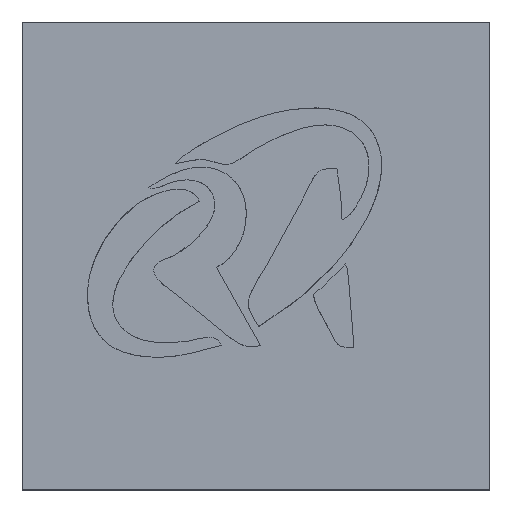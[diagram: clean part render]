
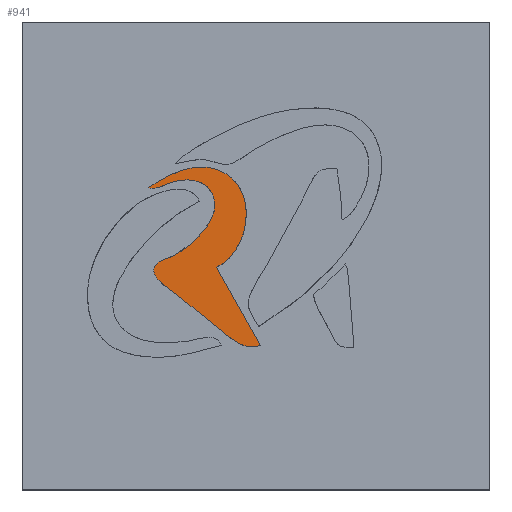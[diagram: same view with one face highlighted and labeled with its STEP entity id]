
A CAD part, top view. The second image highlights one B-rep face of the part: STEP entity #941.
In plain terms, the highlighted planar face has unit normal (0, 0, 1).
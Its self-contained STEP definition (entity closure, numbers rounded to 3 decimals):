
#22=PLANE('',#965);
#75=FACE_OUTER_BOUND('',#128,.T.);
#128=EDGE_LOOP('',(#775,#776,#777,#778,#779,#780,#781,#782,#783,#784));
#316=(
BOUNDED_CURVE()
B_SPLINE_CURVE(3,(#1697,#1698,#1699,#1700),.UNSPECIFIED.,.F.,.F.)
B_SPLINE_CURVE_WITH_KNOTS((4,4),(0.,1.),.UNSPECIFIED.)
CURVE()
GEOMETRIC_REPRESENTATION_ITEM()
RATIONAL_B_SPLINE_CURVE((1.,1.,1.,1.))
REPRESENTATION_ITEM('')
);
#318=(
BOUNDED_CURVE()
B_SPLINE_CURVE(3,(#1716,#1717,#1718,#1719),.UNSPECIFIED.,.F.,.F.)
B_SPLINE_CURVE_WITH_KNOTS((4,4),(0.,1.),.UNSPECIFIED.)
CURVE()
GEOMETRIC_REPRESENTATION_ITEM()
RATIONAL_B_SPLINE_CURVE((1.,1.,1.,1.))
REPRESENTATION_ITEM('')
);
#320=(
BOUNDED_CURVE()
B_SPLINE_CURVE(3,(#1735,#1736,#1737,#1738),.UNSPECIFIED.,.F.,.F.)
B_SPLINE_CURVE_WITH_KNOTS((4,4),(0.,1.),.UNSPECIFIED.)
CURVE()
GEOMETRIC_REPRESENTATION_ITEM()
RATIONAL_B_SPLINE_CURVE((1.,1.,1.,1.))
REPRESENTATION_ITEM('')
);
#322=(
BOUNDED_CURVE()
B_SPLINE_CURVE(3,(#1754,#1755,#1756,#1757),.UNSPECIFIED.,.F.,.F.)
B_SPLINE_CURVE_WITH_KNOTS((4,4),(0.,1.),.UNSPECIFIED.)
CURVE()
GEOMETRIC_REPRESENTATION_ITEM()
RATIONAL_B_SPLINE_CURVE((1.,1.,1.,1.))
REPRESENTATION_ITEM('')
);
#324=(
BOUNDED_CURVE()
B_SPLINE_CURVE(3,(#1773,#1774,#1775,#1776),.UNSPECIFIED.,.F.,.F.)
B_SPLINE_CURVE_WITH_KNOTS((4,4),(0.,1.),.UNSPECIFIED.)
CURVE()
GEOMETRIC_REPRESENTATION_ITEM()
RATIONAL_B_SPLINE_CURVE((1.,1.,1.,1.))
REPRESENTATION_ITEM('')
);
#326=(
BOUNDED_CURVE()
B_SPLINE_CURVE(3,(#1792,#1793,#1794,#1795),.UNSPECIFIED.,.F.,.F.)
B_SPLINE_CURVE_WITH_KNOTS((4,4),(0.,1.),.UNSPECIFIED.)
CURVE()
GEOMETRIC_REPRESENTATION_ITEM()
RATIONAL_B_SPLINE_CURVE((1.,1.,1.,1.))
REPRESENTATION_ITEM('')
);
#328=(
BOUNDED_CURVE()
B_SPLINE_CURVE(3,(#1811,#1812,#1813,#1814),.UNSPECIFIED.,.F.,.F.)
B_SPLINE_CURVE_WITH_KNOTS((4,4),(0.,1.),.UNSPECIFIED.)
CURVE()
GEOMETRIC_REPRESENTATION_ITEM()
RATIONAL_B_SPLINE_CURVE((1.,1.,1.,1.))
REPRESENTATION_ITEM('')
);
#330=(
BOUNDED_CURVE()
B_SPLINE_CURVE(3,(#1830,#1831,#1832,#1833),.UNSPECIFIED.,.F.,.F.)
B_SPLINE_CURVE_WITH_KNOTS((4,4),(0.,1.),.UNSPECIFIED.)
CURVE()
GEOMETRIC_REPRESENTATION_ITEM()
RATIONAL_B_SPLINE_CURVE((1.,1.,1.,1.))
REPRESENTATION_ITEM('')
);
#332=(
BOUNDED_CURVE()
B_SPLINE_CURVE(3,(#1849,#1850,#1851,#1852),.UNSPECIFIED.,.F.,.F.)
B_SPLINE_CURVE_WITH_KNOTS((4,4),(0.,1.),.UNSPECIFIED.)
CURVE()
GEOMETRIC_REPRESENTATION_ITEM()
RATIONAL_B_SPLINE_CURVE((1.,1.,1.,1.))
REPRESENTATION_ITEM('')
);
#334=(
BOUNDED_CURVE()
B_SPLINE_CURVE(3,(#1866,#1867,#1868,#1869),.UNSPECIFIED.,.F.,.F.)
B_SPLINE_CURVE_WITH_KNOTS((4,4),(0.,1.),.UNSPECIFIED.)
CURVE()
GEOMETRIC_REPRESENTATION_ITEM()
RATIONAL_B_SPLINE_CURVE((1.,1.,1.,1.))
REPRESENTATION_ITEM('')
);
#403=VERTEX_POINT('',#1694);
#404=VERTEX_POINT('',#1696);
#406=VERTEX_POINT('',#1715);
#408=VERTEX_POINT('',#1734);
#410=VERTEX_POINT('',#1753);
#412=VERTEX_POINT('',#1772);
#414=VERTEX_POINT('',#1791);
#416=VERTEX_POINT('',#1810);
#418=VERTEX_POINT('',#1829);
#420=VERTEX_POINT('',#1848);
#530=EDGE_CURVE('',#404,#403,#316,.T.);
#533=EDGE_CURVE('',#406,#404,#318,.T.);
#536=EDGE_CURVE('',#408,#406,#320,.T.);
#539=EDGE_CURVE('',#410,#408,#322,.T.);
#542=EDGE_CURVE('',#412,#410,#324,.T.);
#545=EDGE_CURVE('',#414,#412,#326,.T.);
#548=EDGE_CURVE('',#416,#414,#328,.T.);
#551=EDGE_CURVE('',#418,#416,#330,.T.);
#554=EDGE_CURVE('',#420,#418,#332,.T.);
#557=EDGE_CURVE('',#403,#420,#334,.T.);
#775=ORIENTED_EDGE('',*,*,#557,.T.);
#776=ORIENTED_EDGE('',*,*,#554,.T.);
#777=ORIENTED_EDGE('',*,*,#551,.T.);
#778=ORIENTED_EDGE('',*,*,#548,.T.);
#779=ORIENTED_EDGE('',*,*,#545,.T.);
#780=ORIENTED_EDGE('',*,*,#542,.T.);
#781=ORIENTED_EDGE('',*,*,#539,.T.);
#782=ORIENTED_EDGE('',*,*,#536,.T.);
#783=ORIENTED_EDGE('',*,*,#533,.T.);
#784=ORIENTED_EDGE('',*,*,#530,.T.);
#941=ADVANCED_FACE('',(#75),#22,.T.);
#965=AXIS2_PLACEMENT_3D('',#1870,#1023,#1024);
#1023=DIRECTION('center_axis',(0.,0.,1.));
#1024=DIRECTION('ref_axis',(-1.,0.,0.));
#1694=CARTESIAN_POINT('',(-9.959,26.527,6.));
#1696=CARTESIAN_POINT('',(-12.678,-3.638,6.));
#1697=CARTESIAN_POINT('Ctrl Pts',(-12.678,-3.638,6.));
#1698=CARTESIAN_POINT('Ctrl Pts',(-2.307,1.298,6.));
#1699=CARTESIAN_POINT('Ctrl Pts',(1.055,20.239,6.));
#1700=CARTESIAN_POINT('Ctrl Pts',(-9.959,26.527,6.));
#1715=CARTESIAN_POINT('',(1.462,-28.654,6.));
#1716=CARTESIAN_POINT('Ctrl Pts',(1.462,-28.654,6.));
#1717=CARTESIAN_POINT('Ctrl Pts',(-2.585,-19.986,6.));
#1718=CARTESIAN_POINT('Ctrl Pts',(-8.63,-12.298,6.));
#1719=CARTESIAN_POINT('Ctrl Pts',(-12.678,-3.638,6.));
#1734=CARTESIAN_POINT('',(-11.046,-23.971,6.));
#1735=CARTESIAN_POINT('Ctrl Pts',(-11.046,-23.971,6.));
#1736=CARTESIAN_POINT('Ctrl Pts',(-7.096,-27.181,6.));
#1737=CARTESIAN_POINT('Ctrl Pts',(-3.875,-30.232,6.));
#1738=CARTESIAN_POINT('Ctrl Pts',(1.462,-28.654,6.));
#1753=CARTESIAN_POINT('',(-25.73,-12.121,6.));
#1754=CARTESIAN_POINT('Ctrl Pts',(-25.73,-12.121,6.));
#1755=CARTESIAN_POINT('Ctrl Pts',(-20.818,-16.051,6.));
#1756=CARTESIAN_POINT('Ctrl Pts',(-15.928,-20.004,6.));
#1757=CARTESIAN_POINT('Ctrl Pts',(-11.046,-23.971,6.));
#1772=CARTESIAN_POINT('',(-32.616,-3.76,6.));
#1773=CARTESIAN_POINT('Ctrl Pts',(-32.616,-3.76,6.));
#1774=CARTESIAN_POINT('Ctrl Pts',(-33.521,-7.373,6.));
#1775=CARTESIAN_POINT('Ctrl Pts',(-28.021,-10.289,6.));
#1776=CARTESIAN_POINT('Ctrl Pts',(-25.73,-12.121,6.));
#1791=CARTESIAN_POINT('',(-25.73,0.416,6.));
#1792=CARTESIAN_POINT('Ctrl Pts',(-25.73,0.416,6.));
#1793=CARTESIAN_POINT('Ctrl Pts',(-27.549,-0.663,
6.));
#1794=CARTESIAN_POINT('Ctrl Pts',(-32.047,-1.485,6.));
#1795=CARTESIAN_POINT('Ctrl Pts',(-32.616,-3.76,6.));
#1810=CARTESIAN_POINT('',(-13.708,19.204,6.));
#1811=CARTESIAN_POINT('Ctrl Pts',(-13.708,19.204,6.));
#1812=CARTESIAN_POINT('Ctrl Pts',(-10.898,11.831,6.));
#1813=CARTESIAN_POINT('Ctrl Pts',(-20.312,3.628,6.));
#1814=CARTESIAN_POINT('Ctrl Pts',(-25.73,0.416,6.));
#1829=CARTESIAN_POINT('',(-27.361,23.506,6.));
#1830=CARTESIAN_POINT('Ctrl Pts',(-27.361,23.506,6.));
#1831=CARTESIAN_POINT('Ctrl Pts',(-22.41,25.139,6.));
#1832=CARTESIAN_POINT('Ctrl Pts',(-15.9,24.958,6.));
#1833=CARTESIAN_POINT('Ctrl Pts',(-13.708,19.204,6.));
#1848=CARTESIAN_POINT('',(-34.431,21.923,6.));
#1849=CARTESIAN_POINT('Ctrl Pts',(-34.431,21.923,6.));
#1850=CARTESIAN_POINT('Ctrl Pts',(-32.034,21.092,6.));
#1851=CARTESIAN_POINT('Ctrl Pts',(-29.648,22.751,6.));
#1852=CARTESIAN_POINT('Ctrl Pts',(-27.361,23.506,6.));
#1866=CARTESIAN_POINT('Ctrl Pts',(-9.959,26.527,6.));
#1867=CARTESIAN_POINT('Ctrl Pts',(-18.201,31.233,6.));
#1868=CARTESIAN_POINT('Ctrl Pts',(-27.447,26.63,6.));
#1869=CARTESIAN_POINT('Ctrl Pts',(-34.431,21.923,6.));
#1870=CARTESIAN_POINT('Origin',(-16.485,0.501,6.));
